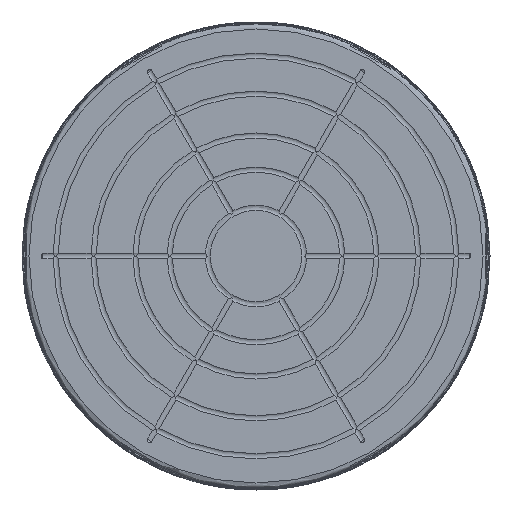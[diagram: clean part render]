
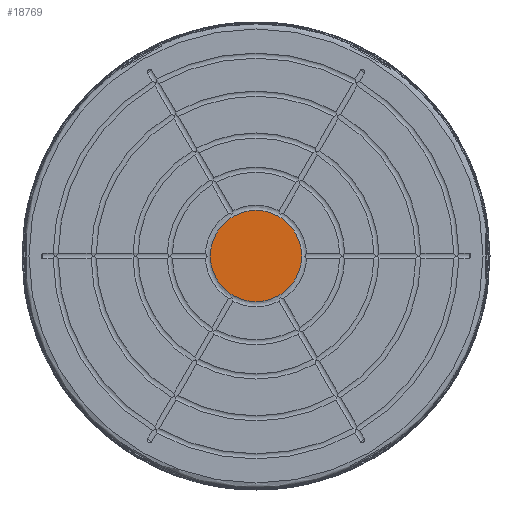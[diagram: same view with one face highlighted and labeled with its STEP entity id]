
A CAD part, front view. The second image highlights one B-rep face of the part: STEP entity #18769.
In plain terms, the highlighted planar face has unit normal (0, -1, 0).
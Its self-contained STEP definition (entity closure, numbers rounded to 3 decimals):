
#18769=ADVANCED_FACE('',(#56586),#56588,.F.);
#56586=FACE_BOUND('',#56587,.T.);
#56587=EDGE_LOOP('',(#85164));
#56588=PLANE('',#56589);
#56589=AXIS2_PLACEMENT_3D('',#56590,#56591,#56592);
#56590=CARTESIAN_POINT('',(0.,0.,0.));
#56591=DIRECTION('',(0.,1.,0.));
#56592=DIRECTION('',(0.,0.,1.));
#85164=ORIENTED_EDGE('',*,*,#96970,.T.);
#96970=EDGE_CURVE('',#105573,#105573,#105574,.T.);
#105573=VERTEX_POINT('',#166461);
#105574=CIRCLE('',#166462,180.);
#166461=CARTESIAN_POINT('',(0.,0.,-180.));
#166462=AXIS2_PLACEMENT_3D('',#166463,#166464,#166465);
#166463=CARTESIAN_POINT('',(0.,0.,0.));
#166464=DIRECTION('',(-0.,-1.,-0.));
#166465=DIRECTION('',(0.,0.,1.));
